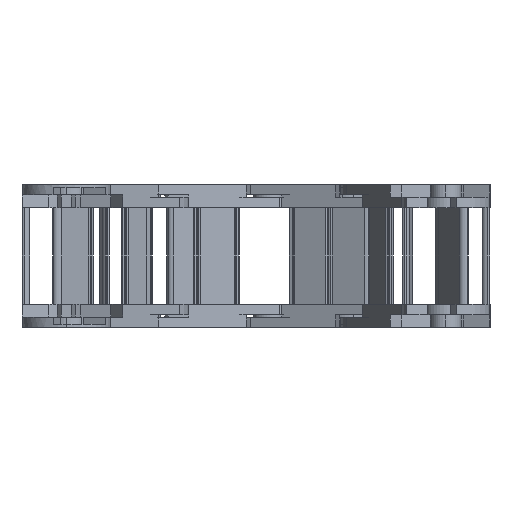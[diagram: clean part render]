
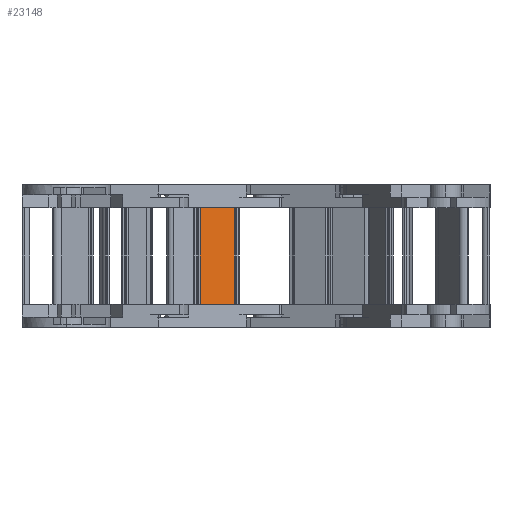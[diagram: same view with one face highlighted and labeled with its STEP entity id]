
A CAD part, left-side view. The second image highlights one B-rep face of the part: STEP entity #23148.
In plain terms, the highlighted planar face has unit normal (-0.97, -0.244, 0).
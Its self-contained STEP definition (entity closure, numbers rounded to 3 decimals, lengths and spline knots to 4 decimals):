
#2028 = CARTESIAN_POINT ( 'NONE',  ( 0.7593, -1.5354, 0. ) ) ;
#2464 = LINE ( 'NONE', #64998, #14812 ) ;
#3531 = DIRECTION ( 'NONE',  ( 0., 0., -1. ) ) ;
#4790 = VECTOR ( 'NONE', #3531, 39.3701 ) ;
#5580 = VECTOR ( 'NONE', #69505, 39.3701 ) ;
#8208 = CARTESIAN_POINT ( 'NONE',  ( 0.7161, -1.3636, -0.9843 ) ) ;
#9484 = EDGE_CURVE ( 'NONE', #13936, #40407, #26625, .T. ) ;
#10478 = CARTESIAN_POINT ( 'NONE',  ( 0.7161, -1.3636, 0. ) ) ;
#13936 = VERTEX_POINT ( 'NONE', #8208 ) ;
#14812 = VECTOR ( 'NONE', #46224, 39.3701 ) ;
#15721 = ORIENTED_EDGE ( 'NONE', *, *, #80504, .T. ) ;
#22734 = ORIENTED_EDGE ( 'NONE', *, *, #59367, .T. ) ;
#23148 = ADVANCED_FACE ( 'NONE', ( #39191 ), #46169, .T. ) ;
#26211 = DIRECTION ( 'NONE',  ( 0.244, -0.97, 0. ) ) ;
#26625 = LINE ( 'NONE', #45432, #49842 ) ;
#32663 = DIRECTION ( 'NONE',  ( 0., 0., -1. ) ) ;
#38435 = LINE ( 'NONE', #2028, #5580 ) ;
#39191 = FACE_OUTER_BOUND ( 'NONE', #80237, .T. ) ;
#40407 = VERTEX_POINT ( 'NONE', #78604 ) ;
#42360 = LINE ( 'NONE', #10478, #4790 ) ;
#45432 = CARTESIAN_POINT ( 'NONE',  ( 0.7161, -1.3636, -0.9843 ) ) ;
#46169 = PLANE ( 'NONE',  #77972 ) ;
#46224 = DIRECTION ( 'NONE',  ( 0., 0., 1. ) ) ;
#47761 = ORIENTED_EDGE ( 'NONE', *, *, #9484, .T. ) ;
#49842 = VECTOR ( 'NONE', #26211, 39.3701 ) ;
#51080 = CARTESIAN_POINT ( 'NONE',  ( 0.7161, -1.3636, 0. ) ) ;
#51921 = EDGE_CURVE ( 'NONE', #57490, #13936, #42360, .T. ) ;
#57490 = VERTEX_POINT ( 'NONE', #76629 ) ;
#59367 = EDGE_CURVE ( 'NONE', #68235, #57490, #38435, .T. ) ;
#64998 = CARTESIAN_POINT ( 'NONE',  ( 0.8025, -1.7072, 0. ) ) ;
#67920 = CARTESIAN_POINT ( 'NONE',  ( 0.8025, -1.7072, 0. ) ) ;
#68235 = VERTEX_POINT ( 'NONE', #67920 ) ;
#69505 = DIRECTION ( 'NONE',  ( -0.244, 0.97, 0. ) ) ;
#73385 = ORIENTED_EDGE ( 'NONE', *, *, #51921, .T. ) ;
#76629 = CARTESIAN_POINT ( 'NONE',  ( 0.7161, -1.3636, 0. ) ) ;
#76805 = DIRECTION ( 'NONE',  ( -0.97, -0.244, 0. ) ) ;
#77972 = AXIS2_PLACEMENT_3D ( 'NONE', #51080, #76805, #32663 ) ;
#78604 = CARTESIAN_POINT ( 'NONE',  ( 0.8025, -1.7072, -0.9843 ) ) ;
#80237 = EDGE_LOOP ( 'NONE', ( #73385, #47761, #15721, #22734 ) ) ;
#80504 = EDGE_CURVE ( 'NONE', #40407, #68235, #2464, .T. ) ;
